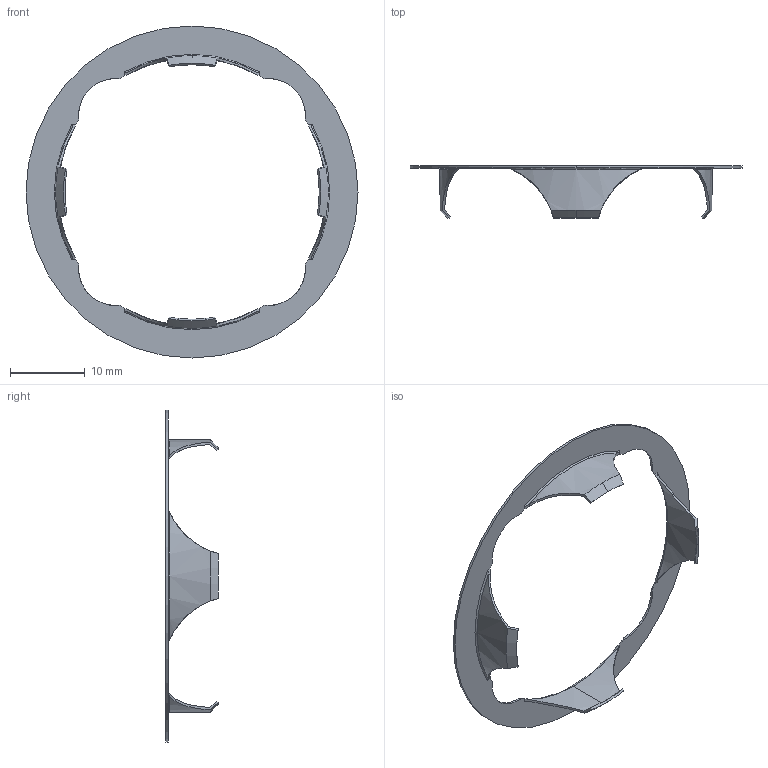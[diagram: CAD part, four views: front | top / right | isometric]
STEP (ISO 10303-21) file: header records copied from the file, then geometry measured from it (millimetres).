
FILE_DESCRIPTION (( 'STEP AP214' ), '1' );
FILE_NAME ('0011651.step', '2023-01-23T09:36:27', ( '' ), ( '' ), 'SwSTEP 2.0', 'SolidWorks 2020', '' );
FILE_SCHEMA (( 'AUTOMOTIVE_DESIGN' ));
Length unit declared in the file: millimetre
Products named in the file (1): 0011651
Bounding box: 44.5 x 7 x 44.5 mm (x, y, z)
Volume: 233.8 mm3; surface area: 1645.5 mm2
Topology: 1 solids, 1 shells, 54 faces, 154 edges, 102 vertices
Faces by surface type: cylinder 26, cone 16, torus 10, plane 2
Entity records: 2126 total; most frequent: CARTESIAN_POINT 739, ORIENTED_EDGE 308, DIRECTION 268, EDGE_CURVE 154, AXIS2_PLACEMENT_3D 125, VERTEX_POINT 102, CIRCLE 70, B_SPLINE_CURVE_WITH_KNOTS 66
